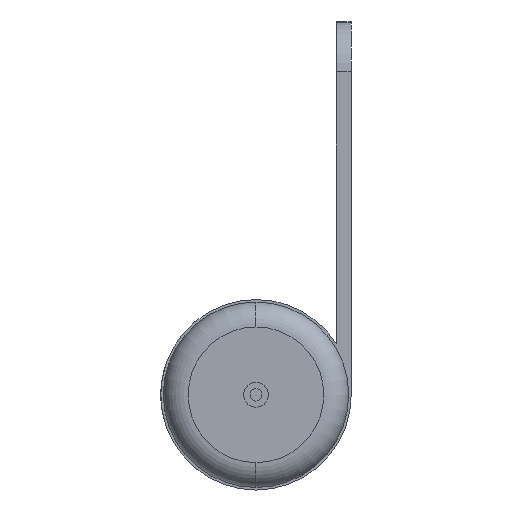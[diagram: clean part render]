
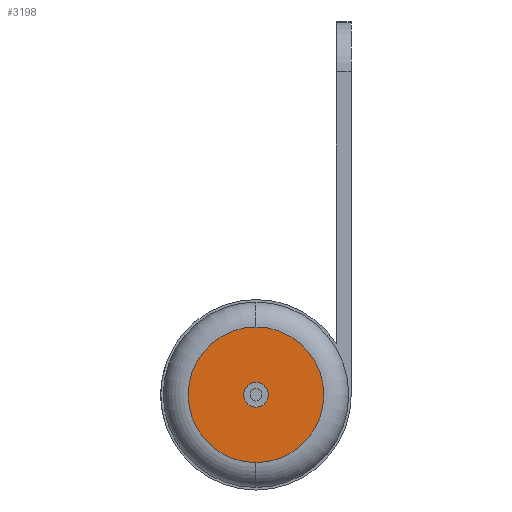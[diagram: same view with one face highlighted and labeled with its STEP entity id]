
A CAD part, left-side view. The second image highlights one B-rep face of the part: STEP entity #3198.
In plain terms, the highlighted planar face has unit normal (-1, 0, 0).
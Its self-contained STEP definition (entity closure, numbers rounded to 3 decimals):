
#3 = EDGE_CURVE ( 'NONE', #2106, #1671, #2033, .T. ) ;
#16 = CARTESIAN_POINT ( 'NONE',  ( -27., 0., 2.725 ) ) ;
#132 = CIRCLE ( 'NONE', #145, 0.5 ) ;
#145 = AXIS2_PLACEMENT_3D ( 'NONE', #2775, #3154, #1806 ) ;
#165 = CIRCLE ( 'NONE', #1624, 2.725 ) ;
#227 = DIRECTION ( 'NONE',  ( 0., 0., 1. ) ) ;
#344 = VERTEX_POINT ( 'NONE', #994 ) ;
#362 = EDGE_LOOP ( 'NONE', ( #2984, #1115 ) ) ;
#381 = EDGE_LOOP ( 'NONE', ( #1693, #1684 ) ) ;
#421 = PLANE ( 'NONE',  #2193 ) ;
#507 = AXIS2_PLACEMENT_3D ( 'NONE', #2613, #2340, #227 ) ;
#554 = CIRCLE ( 'NONE', #507, 0.5 ) ;
#910 = EDGE_CURVE ( 'NONE', #344, #2781, #132, .T. ) ;
#937 = CARTESIAN_POINT ( 'NONE',  ( -27., 0., -2.725 ) ) ;
#991 = EDGE_CURVE ( 'NONE', #2781, #344, #554, .T. ) ;
#994 = CARTESIAN_POINT ( 'NONE',  ( -27., 0., 0.5 ) ) ;
#1107 = CARTESIAN_POINT ( 'NONE',  ( -27., 0., -0.5 ) ) ;
#1115 = ORIENTED_EDGE ( 'NONE', *, *, #3, .T. ) ;
#1275 = DIRECTION ( 'NONE',  ( -1., 0., 0. ) ) ;
#1624 = AXIS2_PLACEMENT_3D ( 'NONE', #2521, #2500, #1725 ) ;
#1671 = VERTEX_POINT ( 'NONE', #16 ) ;
#1684 = ORIENTED_EDGE ( 'NONE', *, *, #910, .F. ) ;
#1693 = ORIENTED_EDGE ( 'NONE', *, *, #991, .F. ) ;
#1725 = DIRECTION ( 'NONE',  ( 0., 0., 1. ) ) ;
#1781 = EDGE_CURVE ( 'NONE', #1671, #2106, #165, .T. ) ;
#1806 = DIRECTION ( 'NONE',  ( 0., 0., 1. ) ) ;
#1859 = DIRECTION ( 'NONE',  ( 0., 0., 1. ) ) ;
#2033 = CIRCLE ( 'NONE', #2376, 2.725 ) ;
#2106 = VERTEX_POINT ( 'NONE', #937 ) ;
#2193 = AXIS2_PLACEMENT_3D ( 'NONE', #2841, #3399, #2279 ) ;
#2279 = DIRECTION ( 'NONE',  ( 0., 0., -1. ) ) ;
#2340 = DIRECTION ( 'NONE',  ( -1., 0., 0. ) ) ;
#2376 = AXIS2_PLACEMENT_3D ( 'NONE', #2850, #1275, #1859 ) ;
#2500 = DIRECTION ( 'NONE',  ( -1., 0., 0. ) ) ;
#2521 = CARTESIAN_POINT ( 'NONE',  ( -27., 0., 0. ) ) ;
#2613 = CARTESIAN_POINT ( 'NONE',  ( -27., 0., 0. ) ) ;
#2775 = CARTESIAN_POINT ( 'NONE',  ( -27., 0., 0. ) ) ;
#2781 = VERTEX_POINT ( 'NONE', #1107 ) ;
#2841 = CARTESIAN_POINT ( 'NONE',  ( -27., 0., 0. ) ) ;
#2850 = CARTESIAN_POINT ( 'NONE',  ( -27., 0., 0. ) ) ;
#2984 = ORIENTED_EDGE ( 'NONE', *, *, #1781, .T. ) ;
#3085 = FACE_OUTER_BOUND ( 'NONE', #362, .T. ) ;
#3154 = DIRECTION ( 'NONE',  ( -1., 0., 0. ) ) ;
#3198 = ADVANCED_FACE ( 'NONE', ( #3085, #3316 ), #421, .T. ) ;
#3316 = FACE_BOUND ( 'NONE', #381, .T. ) ;
#3399 = DIRECTION ( 'NONE',  ( -1., 0., 0. ) ) ;
